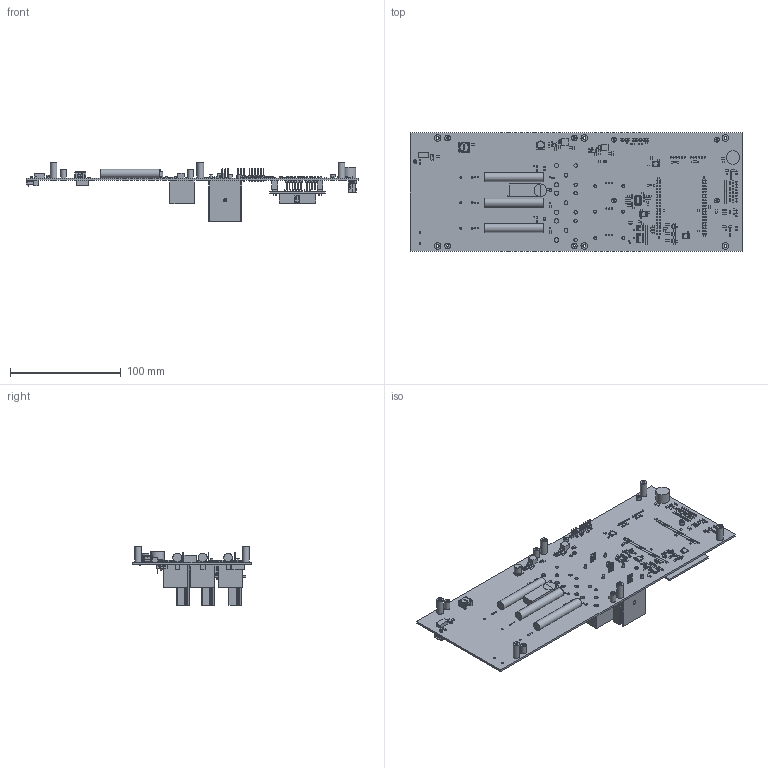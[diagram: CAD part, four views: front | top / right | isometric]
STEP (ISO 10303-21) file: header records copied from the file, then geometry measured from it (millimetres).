
FILE_DESCRIPTION(('Open CASCADE Model'),'2;1');
FILE_NAME('Open CASCADE Shape Model','2017-12-05T16:10:40',('Author'),( 'Open CASCADE'),'Open CASCADE STEP processor 6.8','Open CASCADE 6.8' ,'Unknown');
FILE_SCHEMA(('AUTOMOTIVE_DESIGN { 1 0 10303 214 1 1 1 1 }'));
Length unit declared in the file: millimetre
Products named in the file (440): PCB; Board; MP14; 9774080151; MP13; MP12; MP11; X15; 022232021; Open CASCADE STEP translator 6.8 2.6.1.1; Open CASCADE STEP translator 6.8 2.6.1.2; U15; 849178616; Extruded; U14; 849026544; Body; Open_CASCADE_STEP_translator_6.8_1.1.1; Leader; U13; 849024880; U11; U6; R86; 849178208; R85; R80; 849179568; R71; Q5; 849178752; LS1; 950142464; Cylinder; L8; D18; D17; 849179976; D16; SMA-DO214AC ...
Assembly tree (754 placements, depth 6):
  PCB
    Board
    MP14
      9774080151
    MP13
      9774080151
    MP12
      9774080151
    MP11
      9774080151
    X15
      022232021
        Open CASCADE STEP translator 6.8 2.6.1.1
        Open CASCADE STEP translator 6.8 2.6.1.2
    U15
      849178616
        Extruded
    U14
      849026544
        Body
          Open_CASCADE_STEP_translator_6.8_1.1.1
        Leader  x6
    U13
      849024880
        Body
          Open_CASCADE_STEP_translator_6.8_1.1.1
        Leader  x6
    U11
      849024880
        Body
          Open_CASCADE_STEP_translator_6.8_1.1.1
        Leader  x6
    U6
      849024880
        Body
          Open_CASCADE_STEP_translator_6.8_1.1.1
        Leader  x6
    R86
      849178208
        Extruded
    R85
      849178208
        Extruded
    R80
      849179568
        Extruded
    R71
      849178208
        Extruded
    Q5
      849178752
        Extruded
    LS1
      950142464
        Cylinder
    L8
      849179568
        Extruded
    D18
      849178752
Bounding box: 300 x 107.5 x 53.19 mm (x, y, z)
Volume: 138173.5 mm3; surface area: 131675.7 mm2
Topology: 574 solids, 577 shells, 10280 faces, 23596 edges, 14455 vertices
Faces by surface type: plane 7849, cylinder 1726, bspline 282, sphere 224, torus 155, cone 28, extrusion 16
Full cylindrical faces by diameter (mm): 0.13 x206, 0.562 x2, 0.7 x1, 0.8 x2, 0.89 x15, 1 x87, 1.07 x10, 1.1 x36, 1.567 x4, 1.7 x8, 1.8 x14, 2.013 x4, 2.459 x6, 2.7 x6, 2.8 x4, 3 x11, 3.5 x7, 3.7 x4, 4 x6, 4.2 x6, 4.35 x4, 4.4 x6, 5.1 x4, 5.688 x1, 6 x6, 6.5 x1, 7.9 x3, 11.44 x1, 12.2 x1
Entity records: 221442 total; most frequent: CARTESIAN_POINT 58793, ORIENTED_EDGE 26176, DIRECTION 25856, EDGE_CURVE 13090, VECTOR 10460, LINE 10444, VERTEX_POINT 8007, AXIS2_PLACEMENT_3D 7698
